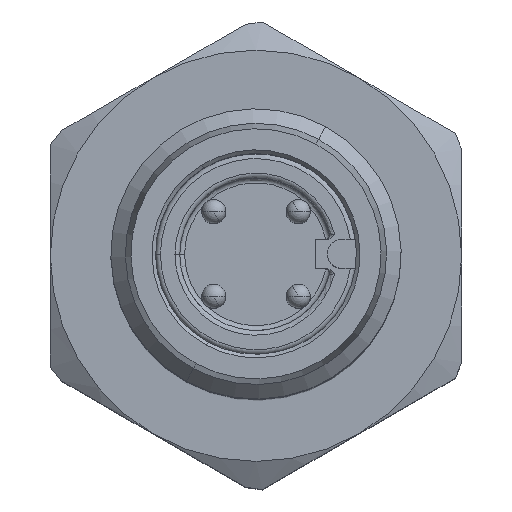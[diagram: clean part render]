
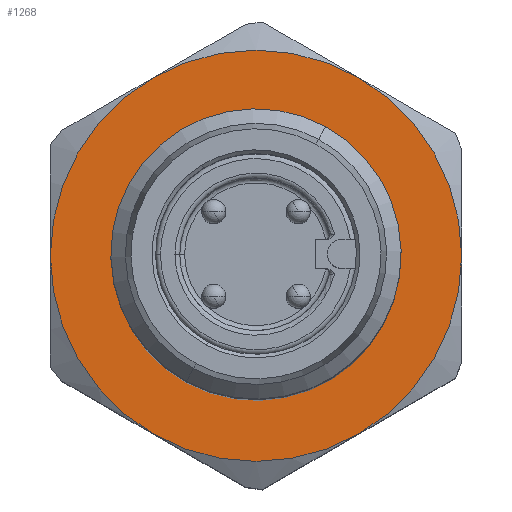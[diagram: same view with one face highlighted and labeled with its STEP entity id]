
A CAD part, top view. The second image highlights one B-rep face of the part: STEP entity #1268.
In plain terms, the highlighted planar face has unit normal (0, 0, 1).
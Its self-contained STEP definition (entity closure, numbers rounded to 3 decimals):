
#1268=ADVANCED_FACE('Body.8',(#2654,#2655),#2656,.F.);
#2654=FACE_OUTER_BOUND('',#4224,.T.);
#2655=FACE_BOUND('',#4225,.T.);
#2656=PLANE('',#4226);
#4224=EDGE_LOOP('',(#8104,#8105,#8106,#8107,#8108,#8109));
#4225=EDGE_LOOP('',(#8110,#8111,#8112));
#4226=AXIS2_PLACEMENT_3D('',#8113,#8114,#8115);
#8104=ORIENTED_EDGE('',*,*,#10443,.F.);
#8105=ORIENTED_EDGE('',*,*,#10438,.F.);
#8106=ORIENTED_EDGE('',*,*,#10457,.F.);
#8107=ORIENTED_EDGE('',*,*,#10428,.F.);
#8108=ORIENTED_EDGE('',*,*,#10412,.F.);
#8109=ORIENTED_EDGE('',*,*,#10417,.F.);
#8110=ORIENTED_EDGE('',*,*,#10345,.F.);
#8111=ORIENTED_EDGE('',*,*,#10685,.F.);
#8112=ORIENTED_EDGE('',*,*,#10686,.F.);
#8113=CARTESIAN_POINT('',(0.,0.,15.0));
#8114=DIRECTION('',(0.0,0.0,-1.0));
#8115=DIRECTION('',(0.0,-1.0,0.0));
#10345=EDGE_CURVE('',#12764,#12760,#12766,.F.);
#10412=EDGE_CURVE('',#12884,#12896,#12897,.F.);
#10417=EDGE_CURVE('',#12902,#12884,#12904,.F.);
#10428=EDGE_CURVE('',#12896,#12909,#12922,.F.);
#10438=EDGE_CURVE('',#12927,#12939,#12940,.F.);
#10443=EDGE_CURVE('',#12939,#12902,#12947,.F.);
#10457=EDGE_CURVE('',#12909,#12927,#12965,.F.);
#10685=EDGE_CURVE('',#13321,#12764,#13322,.F.);
#10686=EDGE_CURVE('',#12760,#13321,#13323,.F.);
#12760=VERTEX_POINT('',#17374);
#12764=VERTEX_POINT('',#17379);
#12766=CIRCLE('',#17382,5.8);
#12884=VERTEX_POINT('',#17611);
#12896=VERTEX_POINT('',#17659);
#12897=CIRCLE('',#17660,8.5);
#12902=VERTEX_POINT('',#17672);
#12904=CIRCLE('',#17678,8.5);
#12909=VERTEX_POINT('',#17684);
#12922=CIRCLE('',#17737,8.5);
#12927=VERTEX_POINT('',#17743);
#12939=VERTEX_POINT('',#17791);
#12940=CIRCLE('',#17792,8.5);
#12947=CIRCLE('',#17810,8.5);
#12965=CIRCLE('',#17860,8.5);
#13321=VERTEX_POINT('',#18441);
#13322=CIRCLE('',#18442,5.8);
#13323=CIRCLE('',#18443,5.8);
#17374=CARTESIAN_POINT('',(0.137,5.798,15.0));
#17379=CARTESIAN_POINT('',(5.09,2.781,15.0));
#17382=AXIS2_PLACEMENT_3D('',#20377,#20378,#20379);
#17611=CARTESIAN_POINT('',(4.25,-7.361,15.));
#17659=CARTESIAN_POINT('',(-4.25,-7.361,15.));
#17660=AXIS2_PLACEMENT_3D('',#20438,#20439,#20440);
#17672=CARTESIAN_POINT('',(8.5,0.,15.0));
#17678=AXIS2_PLACEMENT_3D('',#20441,#20442,#20443);
#17684=CARTESIAN_POINT('',(-8.5,0.,15.0));
#17737=AXIS2_PLACEMENT_3D('',#20446,#20447,#20448);
#17743=CARTESIAN_POINT('',(-4.25,7.361,15.));
#17791=CARTESIAN_POINT('',(4.25,7.361,15.));
#17792=AXIS2_PLACEMENT_3D('',#20451,#20452,#20453);
#17810=AXIS2_PLACEMENT_3D('',#20454,#20455,#20456);
#17860=AXIS2_PLACEMENT_3D('',#20460,#20461,#20462);
#18441=CARTESIAN_POINT('',(-5.09,-2.781,15.0));
#18442=AXIS2_PLACEMENT_3D('',#20716,#20717,#20718);
#18443=AXIS2_PLACEMENT_3D('',#20719,#20720,#20721);
#20377=CARTESIAN_POINT('',(0.,0.,15.0));
#20378=DIRECTION('',(0.0,0.0,-1.0));
#20379=DIRECTION('',(1.0,0.0,0.0));
#20438=CARTESIAN_POINT('',(0.0,0.0,15.0));
#20439=DIRECTION('',(0.0,0.0,1.0));
#20440=DIRECTION('',(1.0,0.0,0.0));
#20441=CARTESIAN_POINT('',(0.0,0.0,15.0));
#20442=DIRECTION('',(0.0,0.0,1.0));
#20443=DIRECTION('',(1.0,0.0,0.0));
#20446=CARTESIAN_POINT('',(0.0,0.0,15.0));
#20447=DIRECTION('',(0.0,0.0,1.0));
#20448=DIRECTION('',(1.0,0.0,0.0));
#20451=CARTESIAN_POINT('',(0.0,0.0,15.0));
#20452=DIRECTION('',(-0.0,0.0,1.0));
#20453=DIRECTION('',(1.0,0.0,0.0));
#20454=CARTESIAN_POINT('',(0.0,0.0,15.0));
#20455=DIRECTION('',(-0.0,0.0,1.0));
#20456=DIRECTION('',(1.0,0.0,0.0));
#20460=CARTESIAN_POINT('',(0.0,0.0,15.0));
#20461=DIRECTION('',(-0.0,0.0,1.0));
#20462=DIRECTION('',(1.0,0.0,0.0));
#20716=CARTESIAN_POINT('',(0.,0.,15.0));
#20717=DIRECTION('',(0.0,0.0,-1.0));
#20718=DIRECTION('',(1.0,0.0,0.0));
#20719=CARTESIAN_POINT('',(0.,0.,15.0));
#20720=DIRECTION('',(0.0,0.0,-1.0));
#20721=DIRECTION('',(1.0,0.0,0.0));
